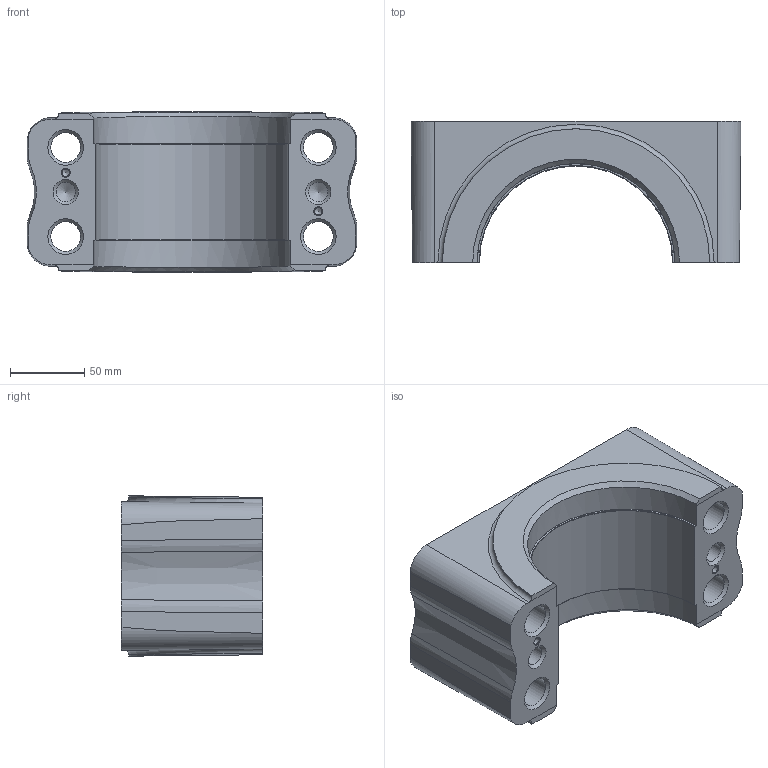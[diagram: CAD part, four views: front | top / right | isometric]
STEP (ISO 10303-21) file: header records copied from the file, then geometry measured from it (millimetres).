
FILE_DESCRIPTION (( 'STEP AP203' ), '1' );
FILE_NAME ('322B03-衝桿座.STEP', '2023-09-28T05:54:47', ( '' ), ( '' ), 'SwSTEP 2.0', 'SolidWorks 2018', '' );
FILE_SCHEMA (( 'CONFIG_CONTROL_DESIGN' ));
Length unit declared in the file: millimetre
Products named in the file (1): 322B03-衝桿座
Bounding box: 222 x 95.04 x 107.89 mm (x, y, z)
Volume: 1281482.4 mm3; surface area: 122924 mm2
Topology: 1 solids, 1 shells, 68 faces, 182 edges, 116 vertices
Faces by surface type: cone 24, cylinder 19, plane 17, bspline 6, torus 2
Full cylindrical faces by diameter (mm): 5 x2, 13 x4, 20 x4
Entity records: 2675 total; most frequent: CARTESIAN_POINT 1173, DIRECTION 278, ORIENTED_EDGE 276, EDGE_CURVE 138, AXIS2_PLACEMENT_3D 117, EDGE_LOOP 106, VERTEX_POINT 102, FACE_OUTER_BOUND 78
